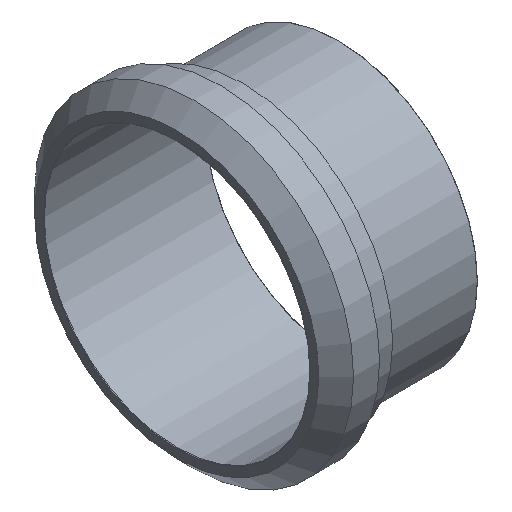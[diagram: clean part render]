
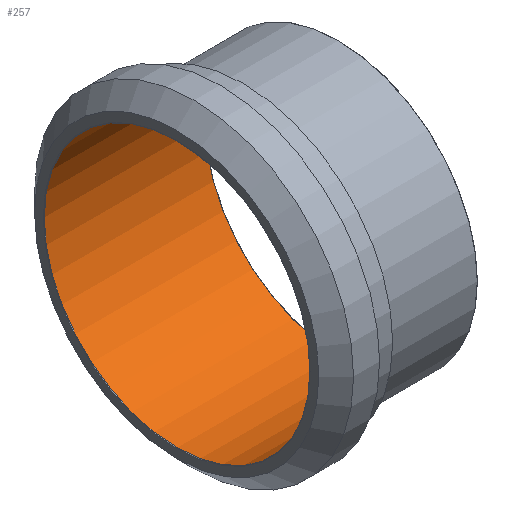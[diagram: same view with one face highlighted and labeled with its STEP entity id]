
A CAD part, isometric view. The second image highlights one B-rep face of the part: STEP entity #257.
In plain terms, the highlighted cylindrical face has radius 36.449 mm (diameter 72.898 mm), a full revolution.
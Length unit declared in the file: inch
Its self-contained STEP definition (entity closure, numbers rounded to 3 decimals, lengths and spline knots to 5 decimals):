
#25=LINE('',#479,#30);
#30=VECTOR('',#386,1.435);
#35=CYLINDRICAL_SURFACE('',#307,1.435);
#42=FACE_OUTER_BOUND('',#56,.T.);
#56=EDGE_LOOP('',(#197,#198,#199,#200,#201,#202,#203,#204));
#81=CIRCLE('',#303,1.435);
#82=CIRCLE('',#304,1.435);
#83=CIRCLE('',#305,1.435);
#85=CIRCLE('',#308,1.435);
#86=CIRCLE('',#309,1.435);
#87=CIRCLE('',#310,1.435);
#114=VERTEX_POINT('',#464);
#115=VERTEX_POINT('',#466);
#116=VERTEX_POINT('',#468);
#117=VERTEX_POINT('',#473);
#118=VERTEX_POINT('',#474);
#119=VERTEX_POINT('',#476);
#146=EDGE_CURVE('',#114,#115,#81,.T.);
#147=EDGE_CURVE('',#115,#116,#82,.T.);
#148=EDGE_CURVE('',#116,#114,#83,.T.);
#150=EDGE_CURVE('',#117,#118,#85,.T.);
#151=EDGE_CURVE('',#119,#117,#86,.T.);
#152=EDGE_CURVE('',#118,#119,#87,.T.);
#153=EDGE_CURVE('',#118,#115,#25,.T.);
#197=ORIENTED_EDGE('',*,*,#150,.F.);
#198=ORIENTED_EDGE('',*,*,#151,.F.);
#199=ORIENTED_EDGE('',*,*,#152,.F.);
#200=ORIENTED_EDGE('',*,*,#153,.T.);
#201=ORIENTED_EDGE('',*,*,#146,.F.);
#202=ORIENTED_EDGE('',*,*,#148,.F.);
#203=ORIENTED_EDGE('',*,*,#147,.F.);
#204=ORIENTED_EDGE('',*,*,#153,.F.);
#257=ADVANCED_FACE('',(#42),#35,.F.);
#303=AXIS2_PLACEMENT_3D('',#467,#370,#371);
#304=AXIS2_PLACEMENT_3D('',#469,#372,#373);
#305=AXIS2_PLACEMENT_3D('',#470,#374,#375);
#307=AXIS2_PLACEMENT_3D('',#472,#378,#379);
#308=AXIS2_PLACEMENT_3D('',#475,#380,#381);
#309=AXIS2_PLACEMENT_3D('',#477,#382,#383);
#310=AXIS2_PLACEMENT_3D('',#478,#384,#385);
#370=DIRECTION('center_axis',(1.,0.,0.));
#371=DIRECTION('ref_axis',(0.,-1.,0.));
#372=DIRECTION('center_axis',(1.,0.,0.));
#373=DIRECTION('ref_axis',(0.,-1.,0.));
#374=DIRECTION('center_axis',(1.,0.,0.));
#375=DIRECTION('ref_axis',(0.,-1.,0.));
#378=DIRECTION('center_axis',(1.,0.,0.));
#379=DIRECTION('ref_axis',(0.,1.,0.));
#380=DIRECTION('center_axis',(-1.,0.,0.));
#381=DIRECTION('ref_axis',(0.,-1.,0.));
#382=DIRECTION('center_axis',(-1.,0.,0.));
#383=DIRECTION('ref_axis',(0.,-1.,0.));
#384=DIRECTION('center_axis',(-1.,0.,0.));
#385=DIRECTION('ref_axis',(0.,-1.,0.));
#386=DIRECTION('',(-1.,0.,0.));
#464=CARTESIAN_POINT('',(0.005,0.,1.435));
#466=CARTESIAN_POINT('',(0.005,-1.435,0.));
#467=CARTESIAN_POINT('Origin',(0.005,0.,0.));
#468=CARTESIAN_POINT('',(0.005,1.435,0.));
#469=CARTESIAN_POINT('Origin',(0.005,0.,0.));
#470=CARTESIAN_POINT('Origin',(0.005,0.,0.));
#472=CARTESIAN_POINT('Origin',(0.875,0.,0.));
#473=CARTESIAN_POINT('',(1.745,1.435,0.));
#474=CARTESIAN_POINT('',(1.745,-1.435,0.));
#475=CARTESIAN_POINT('Origin',(1.745,0.,0.));
#476=CARTESIAN_POINT('',(1.745,0.,1.435));
#477=CARTESIAN_POINT('Origin',(1.745,0.,0.));
#478=CARTESIAN_POINT('Origin',(1.745,0.,0.));
#479=CARTESIAN_POINT('',(0.875,-1.435,0.));
